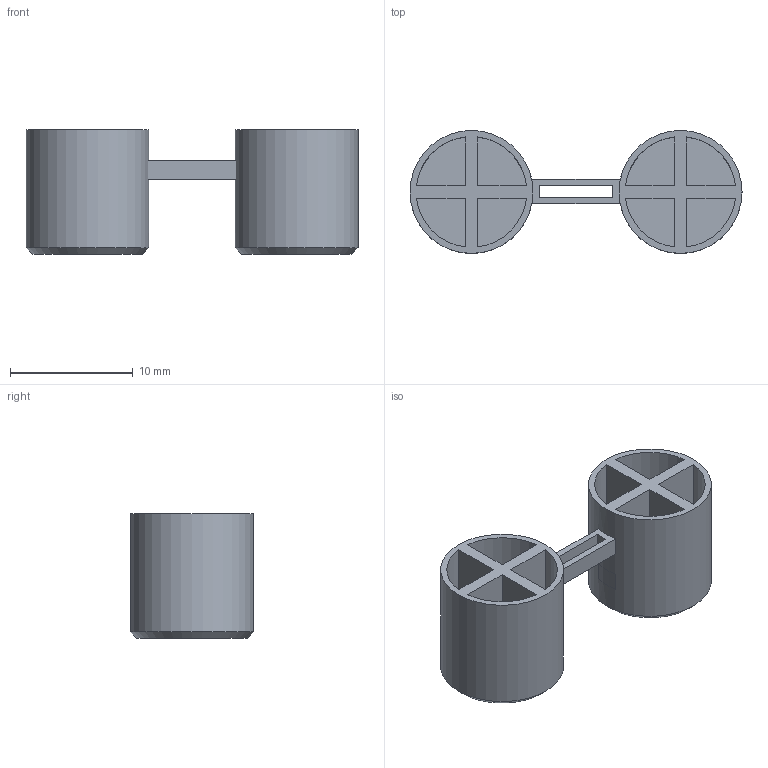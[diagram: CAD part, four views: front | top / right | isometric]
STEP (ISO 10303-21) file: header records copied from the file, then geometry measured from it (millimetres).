
FILE_DESCRIPTION(('HOOPS Exchange Step'),'2;1');
FILE_NAME('temp_export','2024-01-25T21:58:58+09:00',('mobile'),('Shapr3D Limited'),'HOOPS Exchange 2023.2','Shapr3D','Authorized');
FILE_SCHEMA( ('AUTOMOTIVE_DESIGN { 1 0 10303 214 1 1 1 1 }') );
Length unit declared in the file: millimetre
Products named in the file (1): Monitor-Button
Bounding box: 27 x 10 x 10.1 mm (x, y, z)
Volume: 899.7 mm3; surface area: 1844.4 mm2
Topology: 1 solids, 1 shells, 93 faces, 234 edges, 160 vertices
Faces by surface type: plane 55, cylinder 36, cone 2
Full cylindrical faces by diameter (mm): 10 x2
Entity records: 2856 total; most frequent: DIRECTION 506, CARTESIAN_POINT 488, ORIENTED_EDGE 468, EDGE_CURVE 234, AXIS2_PLACEMENT_3D 178, VERTEX_POINT 160, VECTOR 150, LINE 150
